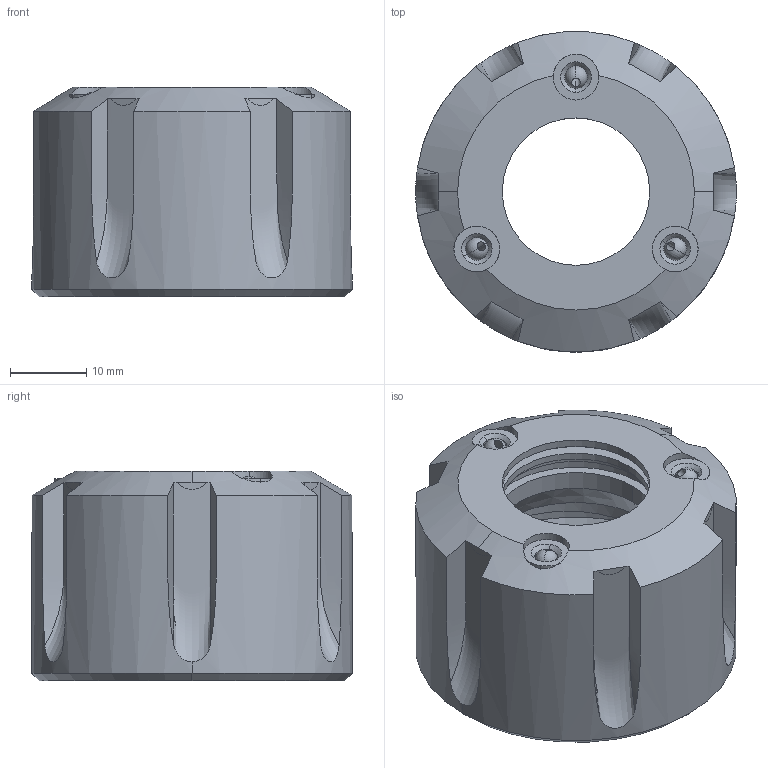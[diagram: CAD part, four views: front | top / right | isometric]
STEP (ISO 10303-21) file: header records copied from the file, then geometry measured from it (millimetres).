
FILE_DESCRIPTION (( 'STEP AP203' ), '1' );
FILE_NAME ('SM99ED25D.STEP', '2018-03-27T12:31:06', ( 'artnet' ), ( 'Hewlett-Packard Company' ), 'SwSTEP 2.0', 'SolidWorks 2018', '' );
FILE_SCHEMA (( 'CONFIG_CONTROL_DESIGN' ));
Length unit declared in the file: millimetre
Products named in the file (1): SM99ED25D
Bounding box: 42 x 42 x 27.5 mm (x, y, z)
Volume: 19079.7 mm3; surface area: 9638.6 mm2
Topology: 4 solids, 4 shells, 141 faces, 361 edges, 221 vertices
Faces by surface type: cylinder 63, plane 26, bspline 18, sphere 18, cone 16
Entity records: 7149 total; most frequent: CARTESIAN_POINT 3797, DIRECTION 690, ORIENTED_EDGE 686, EDGE_CURVE 343, AXIS2_PLACEMENT_3D 304, VERTEX_POINT 215, CIRCLE 180, EDGE_LOOP 160
